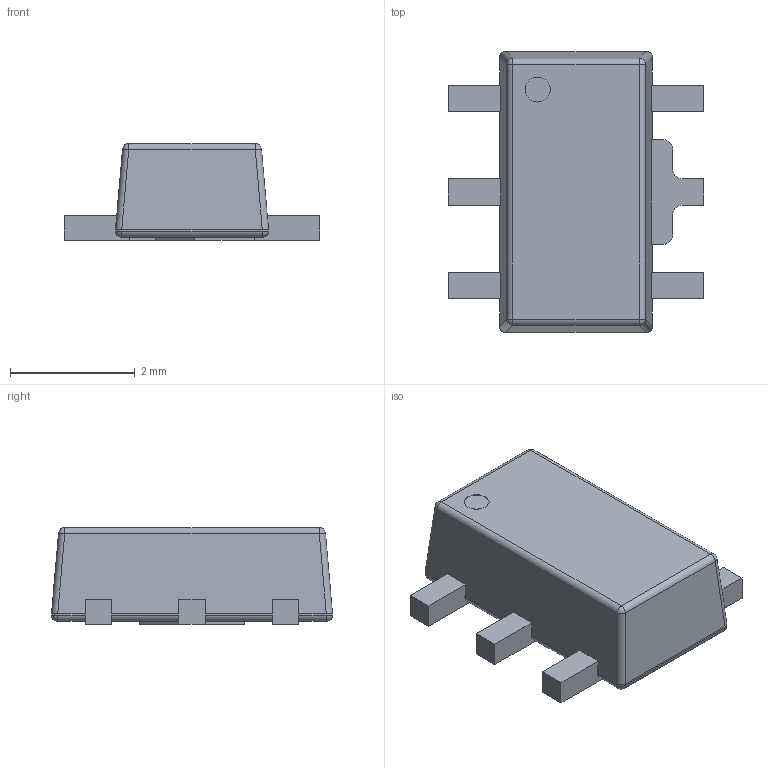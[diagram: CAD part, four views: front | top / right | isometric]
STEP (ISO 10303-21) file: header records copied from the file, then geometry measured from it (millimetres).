
FILE_DESCRIPTION(/* description */ ('model of SOT89-5'),/* implementation_level */ '2;1');
FILE_NAME(/* name */ 'SOT89-5.stp',/* time_stamp */ '2015-12-05T22:24:33',/* author */ ('Joan The Spark',''),/* organization */ (''),/* preprocessor_version */ '',/* originating_system */ '',/* authorisation */ '');
FILE_SCHEMA (('AUTOMOTIVE_DESIGN { 1 0 10303 214 3 1 1 }'));
Length unit declared in the file: millimetre
Products named in the file (1): SOT89-5
Bounding box: 4.1 x 4.5 x 1.55 mm (x, y, z)
Volume: 16.5 mm3; surface area: 49.1 mm2
Topology: 1 solids, 1 shells, 92 faces, 243 edges, 154 vertices
Faces by surface type: plane 57, cylinder 27, sphere 8
Full cylindrical faces by diameter (mm): 0.4 x1
Entity records: 2887 total; most frequent: CARTESIAN_POINT 489, ORIENTED_EDGE 484, DIRECTION 478, EDGE_CURVE 242, LINE 192, VECTOR 192, VERTEX_POINT 154, AXIS2_PLACEMENT_3D 143
